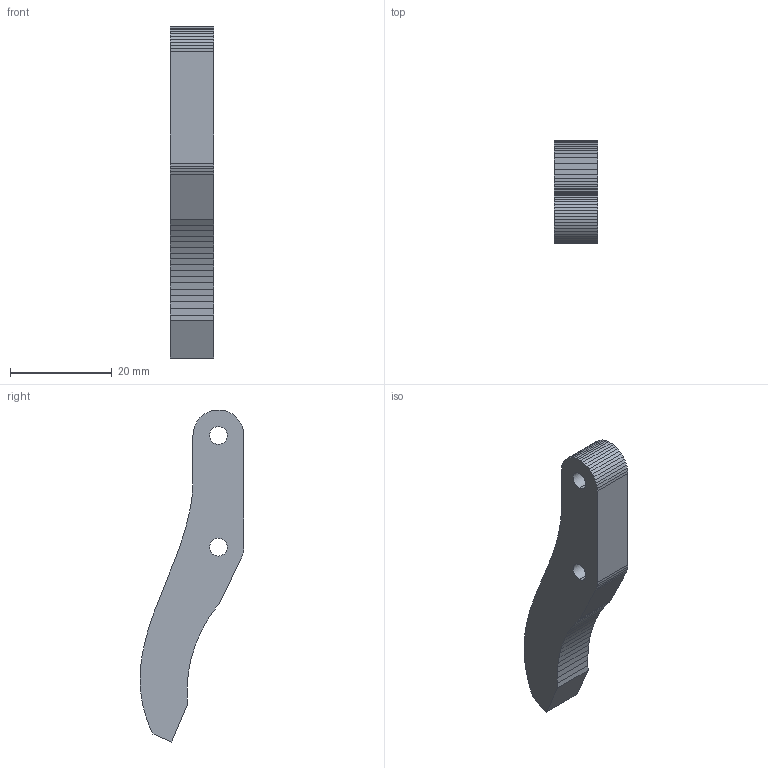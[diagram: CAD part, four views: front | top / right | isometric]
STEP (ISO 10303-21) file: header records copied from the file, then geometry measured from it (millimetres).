
FILE_DESCRIPTION (( 'STEP AP203' ), '1' );
FILE_NAME ('Gripper 1_Default_sldprt.STEP', '2023-04-09T13:48:25', ( '' ), ( '' ), 'SwSTEP 2.0', 'SolidWorks 2019', '' );
FILE_SCHEMA (( 'CONFIG_CONTROL_DESIGN' ));
Length unit declared in the file: millimetre
Products named in the file (1): Gripper 1_Default_sldprt
Bounding box: 8.5 x 20.39 x 65.3 mm (x, y, z)
Volume: 5396.9 mm3; surface area: 2680.5 mm2
Topology: 1 solids, 1 shells, 91 faces, 267 edges, 178 vertices
Faces by surface type: plane 87, cylinder 4
Entity records: 3054 total; most frequent: CARTESIAN_POINT 537, ORIENTED_EDGE 534, DIRECTION 459, EDGE_CURVE 267, LINE 259, VECTOR 259, VERTEX_POINT 178, AXIS2_PLACEMENT_3D 100
